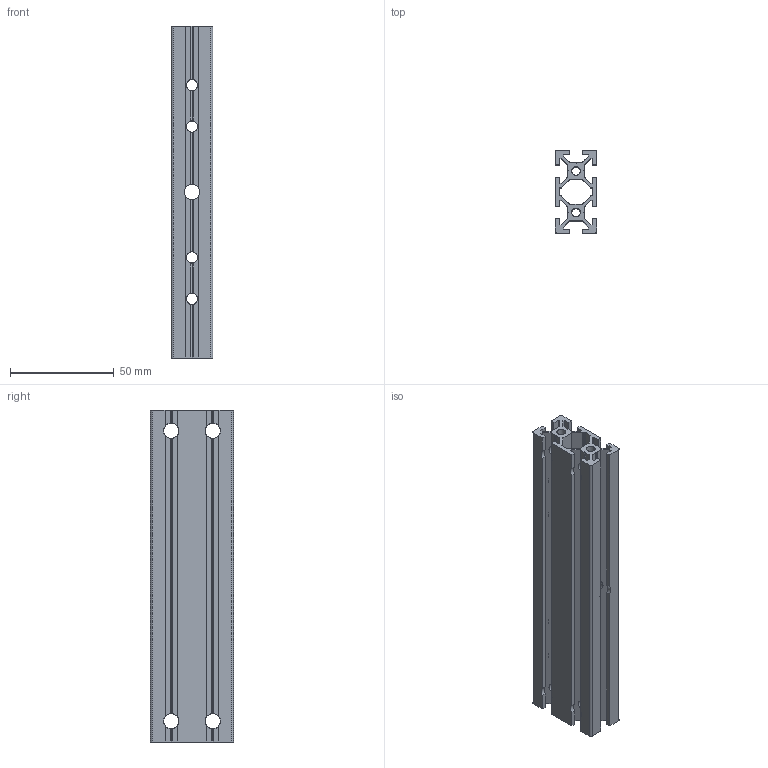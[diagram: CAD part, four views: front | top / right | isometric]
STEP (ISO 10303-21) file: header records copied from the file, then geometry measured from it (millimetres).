
FILE_DESCRIPTION( ( 'STEP AP214' ), '1' );
FILE_NAME( 'HFSB5-2040-160-AH10-BH150-AV80-Z5-XA28.5-XB48.5-XC111.5-XD131.5.stp', '2021-05-03T00:48:16', ( 'License CC BY-ND 4.0' ), ( 'CADENAS' ), ' ', 'PARTsolutions', ' ' );
FILE_SCHEMA( ( 'AUTOMOTIVE_DESIGN { 1 0 10303 214 1 1 1 1 }' ) );
Length unit declared in the file: millimetre
Products named in the file (1): _HFSB5-2040-160-AH10-BH150-AV80-Z5-XA28.5-XB48.5-XC111.5-XD131.5
Bounding box: 20 x 40 x 160 mm (x, y, z)
Volume: 49113.4 mm3; surface area: 50676.5 mm2
Topology: 1 solids, 1 shells, 260 faces, 846 edges, 556 vertices
Faces by surface type: plane 182, cylinder 78
Full cylindrical faces by diameter (mm): 4.2 x16, 5.5 x8, 7.35 x6
Entity records: 12612 total; most frequent: CARTESIAN_POINT 3097, ORIENTED_EDGE 1568, DIRECTION 1542, EDGE_CURVE 784, VERTEX_POINT 536, AXIS2_PLACEMENT_3D 525, LINE 492, VECTOR 492
